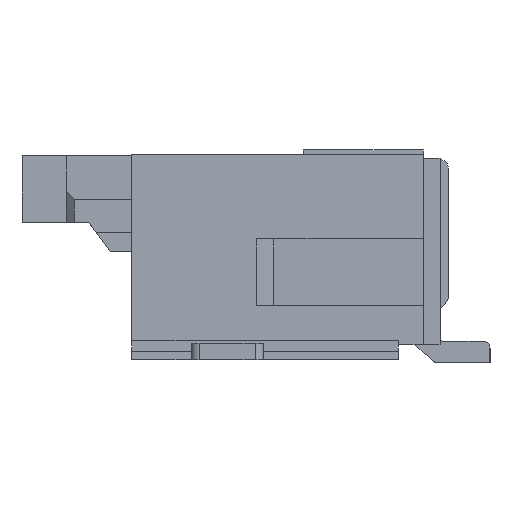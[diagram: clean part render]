
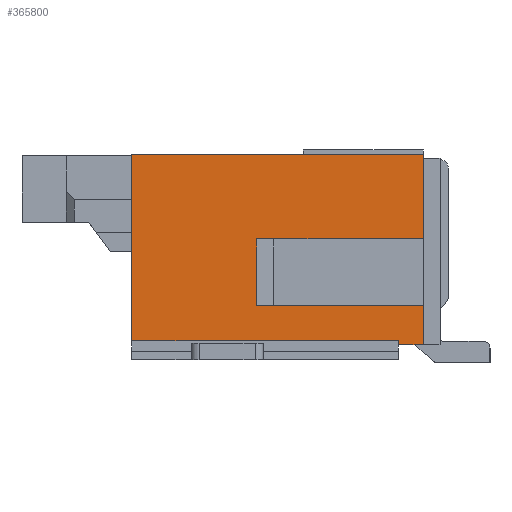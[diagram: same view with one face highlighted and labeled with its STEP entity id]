
A CAD part, left-side view. The second image highlights one B-rep face of the part: STEP entity #365800.
In plain terms, the highlighted planar face has unit normal (-1, 0, 0).
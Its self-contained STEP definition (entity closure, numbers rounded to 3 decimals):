
#249470=CARTESIAN_POINT('',(14.847,51.71,0.14));
#249480=VERTEX_POINT('',#249470);
#249510=CARTESIAN_POINT('',(14.847,51.71,0.));
#249520=DIRECTION('',(0.,0.,-1.));
#249530=VECTOR('',#249520,1.);
#249540=LINE('',#249510,#249530);
#249550=CARTESIAN_POINT('',(14.847,51.71,0.61));
#249560=VERTEX_POINT('',#249550);
#249570=EDGE_CURVE('',#249560,#249480,#249540,.T.);
#249790=CARTESIAN_POINT('',(14.847,51.71,1.41));
#249800=VERTEX_POINT('',#249790);
#249830=CARTESIAN_POINT('',(14.847,51.71,0.));
#249840=DIRECTION('',(0.,0.,-1.));
#249850=VECTOR('',#249840,1.);
#249860=LINE('',#249830,#249850);
#249870=CARTESIAN_POINT('',(14.847,51.71,2.42));
#249880=VERTEX_POINT('',#249870);
#249890=EDGE_CURVE('',#249880,#249800,#249860,.T.);
#251690=CARTESIAN_POINT('',(14.847,55.21,2.42));
#251700=VERTEX_POINT('',#251690);
#251730=CARTESIAN_POINT('',(14.847,55.21,0.));
#251740=DIRECTION('',(0.,0.,1.));
#251750=VECTOR('',#251740,1.);
#251760=LINE('',#251730,#251750);
#251770=CARTESIAN_POINT('',(14.847,55.21,0.19));
#251780=VERTEX_POINT('',#251770);
#251790=EDGE_CURVE('',#251780,#251700,#251760,.T.);
#266800=CARTESIAN_POINT('',(14.847,52.01,0.14));
#266810=VERTEX_POINT('',#266800);
#266840=CARTESIAN_POINT('',(14.847,0.,0.14));
#266850=DIRECTION('',(0.,1.,0.));
#266860=VECTOR('',#266850,1.);
#266870=LINE('',#266840,#266860);
#266880=EDGE_CURVE('',#249480,#266810,#266870,.T.);
#364100=CARTESIAN_POINT('',(14.847,0.,2.42));
#364110=DIRECTION('',(0.,-1.,0.));
#364120=VECTOR('',#364110,1.);
#364130=LINE('',#364100,#364120);
#364140=EDGE_CURVE('',#251700,#249880,#364130,.T.);
#364930=CARTESIAN_POINT('',(14.847,53.71,0.61));
#364940=VERTEX_POINT('',#364930);
#365060=CARTESIAN_POINT('',(14.847,0.,0.61));
#365070=DIRECTION('',(0.,-1.,0.));
#365080=VECTOR('',#365070,1.);
#365090=LINE('',#365060,#365080);
#365100=EDGE_CURVE('',#364940,#249560,#365090,.T.);
#365390=CARTESIAN_POINT('',(14.847,55.21,0.));
#365400=DIRECTION('',(1.,0.,0.));
#365410=DIRECTION('',(0.,-1.,0.));
#365420=AXIS2_PLACEMENT_3D('',#365390,#365400,#365410);
#365430=PLANE('',#365420);
#365440=CARTESIAN_POINT('',(14.847,0.,0.19));
#365450=DIRECTION('',(0.,1.,0.));
#365460=VECTOR('',#365450,1.);
#365470=LINE('',#365440,#365460);
#365480=CARTESIAN_POINT('',(14.847,52.01,0.19));
#365490=VERTEX_POINT('',#365480);
#365500=EDGE_CURVE('',#365490,#251780,#365470,.T.);
#365510=ORIENTED_EDGE('',*,*,#365500,.F.);
#365520=ORIENTED_EDGE('',*,*,#251790,.F.);
#365530=ORIENTED_EDGE('',*,*,#364140,.F.);
#365540=ORIENTED_EDGE('',*,*,#249890,.F.);
#365550=CARTESIAN_POINT('',(14.847,0.,1.41));
#365560=DIRECTION('',(0.,1.,0.));
#365570=VECTOR('',#365560,1.);
#365580=LINE('',#365550,#365570);
#365590=CARTESIAN_POINT('',(14.847,53.71,1.41));
#365600=VERTEX_POINT('',#365590);
#365610=EDGE_CURVE('',#249800,#365600,#365580,.T.);
#365620=ORIENTED_EDGE('',*,*,#365610,.F.);
#365630=CARTESIAN_POINT('',(14.847,53.71,0.));
#365640=DIRECTION('',(0.,0.,-1.));
#365650=VECTOR('',#365640,1.);
#365660=LINE('',#365630,#365650);
#365670=EDGE_CURVE('',#365600,#364940,#365660,.T.);
#365680=ORIENTED_EDGE('',*,*,#365670,.F.);
#365690=ORIENTED_EDGE('',*,*,#365100,.F.);
#365700=ORIENTED_EDGE('',*,*,#249570,.F.);
#365710=ORIENTED_EDGE('',*,*,#266880,.F.);
#365720=CARTESIAN_POINT('',(14.847,52.01,0.));
#365730=DIRECTION('',(0.,0.,1.));
#365740=VECTOR('',#365730,1.);
#365750=LINE('',#365720,#365740);
#365760=EDGE_CURVE('',#266810,#365490,#365750,.T.);
#365770=ORIENTED_EDGE('',*,*,#365760,.F.);
#365780=EDGE_LOOP('',(#365770,#365710,#365700,#365690,#365680,#365620,
#365540,#365530,#365520,#365510));
#365790=FACE_OUTER_BOUND('',#365780,.T.);
#365800=ADVANCED_FACE('',(#365790),#365430,.F.);
